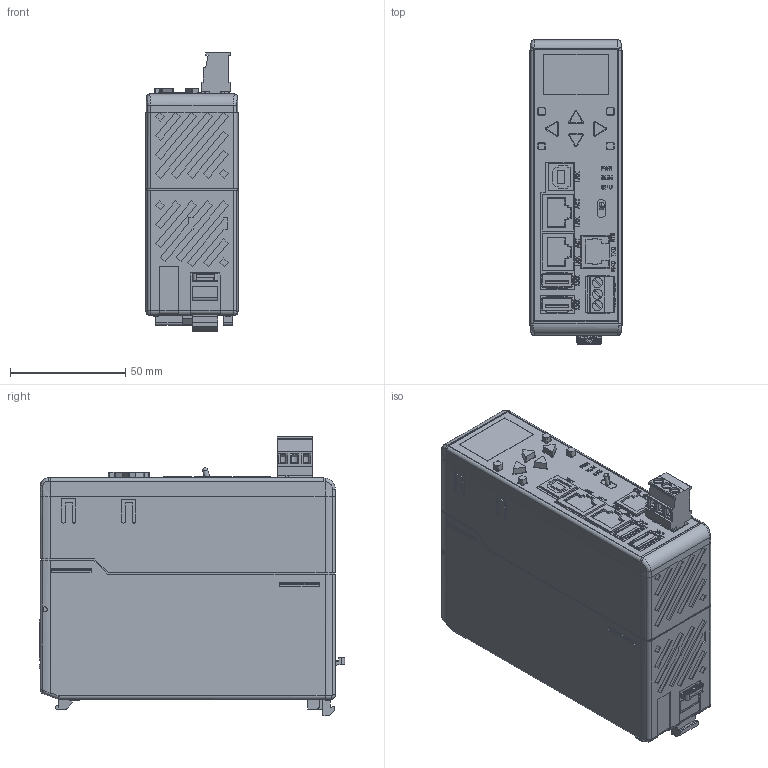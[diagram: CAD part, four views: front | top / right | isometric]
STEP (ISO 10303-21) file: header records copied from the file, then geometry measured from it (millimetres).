
FILE_DESCRIPTION (( 'STEP AP203' ), '1' );
FILE_NAME ('P3-550.STEP', '2010-10-28T13:54:11', ( '.adc' ), ( '' ), 'SwSTEP 2.0', 'SolidWorks 2009', '' );
FILE_SCHEMA (( 'CONFIG_CONTROL_DESIGN' ));
Length unit declared in the file: millimetre
Products named in the file (1): P3-550
Bounding box: 39.9 x 132.38 x 121.28 mm (x, y, z)
Volume: 489687.8 mm3; surface area: 47440.6 mm2
Topology: 1 solids, 7 shells, 2336 faces, 6467 edges, 4279 vertices
Faces by surface type: plane 2053, cylinder 218, cone 24, torus 23, bspline 16, sphere 2
Entity records: 74107 total; most frequent: CARTESIAN_POINT 14016, ORIENTED_EDGE 12926, DIRECTION 11546, EDGE_CURVE 6463, VECTOR 5848, LINE 5848, VERTEX_POINT 4277, AXIS2_PLACEMENT_3D 2849
